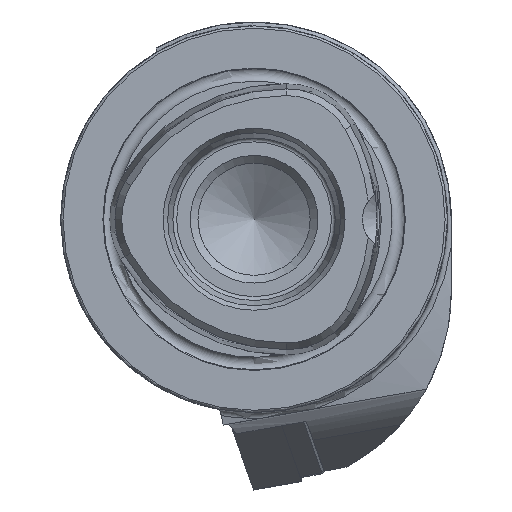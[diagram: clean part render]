
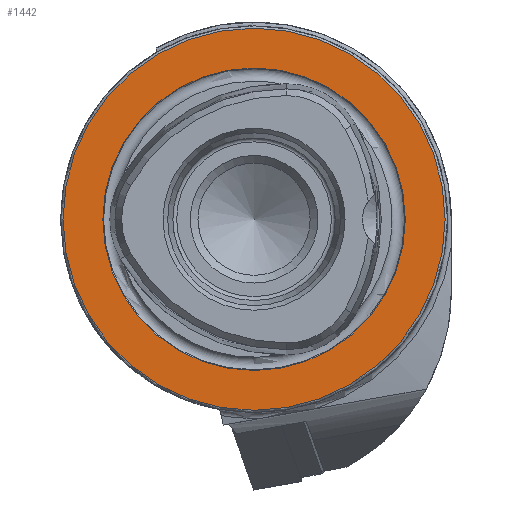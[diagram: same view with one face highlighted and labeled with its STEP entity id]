
A CAD part, left-side view. The second image highlights one B-rep face of the part: STEP entity #1442.
In plain terms, the highlighted planar face has unit normal (-1, 0, 0).
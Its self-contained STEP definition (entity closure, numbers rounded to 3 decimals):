
#21 = DIRECTION ( 'NONE',  ( -1., 0., 0. ) ) ;
#286 = AXIS2_PLACEMENT_3D ( 'NONE', #8577, #21, #1971 ) ;
#456 = DIRECTION ( 'NONE',  ( 0., 0., 1. ) ) ;
#1425 = VERTEX_POINT ( 'NONE', #2784 ) ;
#1426 = FACE_BOUND ( 'NONE', #4558, .T. ) ;
#1442 = ADVANCED_FACE ( 'NONE', ( #1426, #4691 ), #7160, .F. ) ;
#1517 = EDGE_CURVE ( 'NONE', #4163, #4163, #3625, .T. ) ;
#1672 = EDGE_CURVE ( 'NONE', #1425, #1425, #6013, .T. ) ;
#1781 = CARTESIAN_POINT ( 'NONE',  ( 0., 19.55, 0. ) ) ;
#1887 = DIRECTION ( 'NONE',  ( 1., 0., 0. ) ) ;
#1971 = DIRECTION ( 'NONE',  ( 0., 0., 1. ) ) ;
#2017 = ORIENTED_EDGE ( 'NONE', *, *, #1517, .T. ) ;
#2784 = CARTESIAN_POINT ( 'NONE',  ( 0., 0., 19.55 ) ) ;
#3386 = CARTESIAN_POINT ( 'NONE',  ( 0., 0., 24.7 ) ) ;
#3625 = CIRCLE ( 'NONE', #286, 24.7 ) ;
#4058 = AXIS2_PLACEMENT_3D ( 'NONE', #1781, #1887, #7790 ) ;
#4078 = EDGE_LOOP ( 'NONE', ( #2017 ) ) ;
#4163 = VERTEX_POINT ( 'NONE', #3386 ) ;
#4558 = EDGE_LOOP ( 'NONE', ( #5241 ) ) ;
#4691 = FACE_OUTER_BOUND ( 'NONE', #4078, .T. ) ;
#5121 = AXIS2_PLACEMENT_3D ( 'NONE', #5342, #7303, #456 ) ;
#5241 = ORIENTED_EDGE ( 'NONE', *, *, #1672, .F. ) ;
#5342 = CARTESIAN_POINT ( 'NONE',  ( 0., 0., 0. ) ) ;
#6013 = CIRCLE ( 'NONE', #5121, 19.55 ) ;
#7160 = PLANE ( 'NONE',  #4058 ) ;
#7303 = DIRECTION ( 'NONE',  ( -1., 0., 0. ) ) ;
#7790 = DIRECTION ( 'NONE',  ( 0., 0., -1. ) ) ;
#8577 = CARTESIAN_POINT ( 'NONE',  ( 0., 0., 0. ) ) ;
